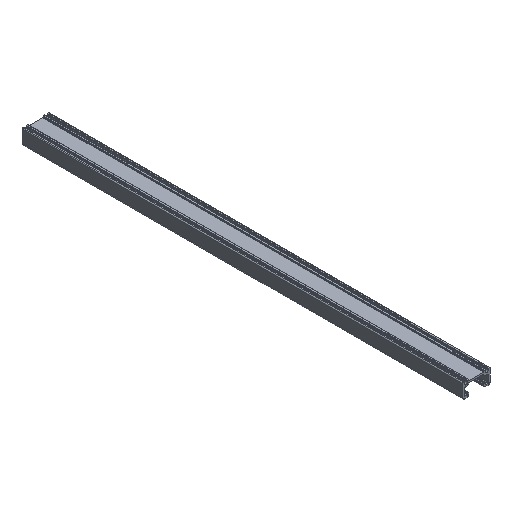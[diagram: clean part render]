
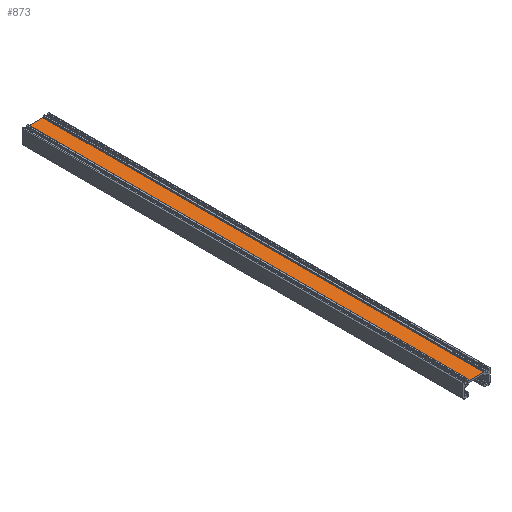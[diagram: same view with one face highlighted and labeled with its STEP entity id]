
A CAD part, isometric view. The second image highlights one B-rep face of the part: STEP entity #873.
In plain terms, the highlighted planar face has unit normal (0, 0, 1).
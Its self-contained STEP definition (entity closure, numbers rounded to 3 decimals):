
#64 = AXIS2_PLACEMENT_3D ( 'NONE', #1621, #2015, #2155 ) ;
#176 = DIRECTION ( 'NONE',  ( -1., 0., 0. ) ) ;
#255 = CARTESIAN_POINT ( 'NONE',  ( -8.25, 0., -1.5 ) ) ;
#263 = VERTEX_POINT ( 'NONE', #1193 ) ;
#289 = VERTEX_POINT ( 'NONE', #1351 ) ;
#303 = CARTESIAN_POINT ( 'NONE',  ( -8.25, 0., -1.5 ) ) ;
#510 = LINE ( 'NONE', #303, #2560 ) ;
#535 = ORIENTED_EDGE ( 'NONE', *, *, #1646, .T. ) ;
#538 = CARTESIAN_POINT ( 'NONE',  ( 12., 0., -1.5 ) ) ;
#603 = PLANE ( 'NONE',  #64 ) ;
#873 = ADVANCED_FACE ( 'NONE', ( #985 ), #603, .F. ) ;
#985 = FACE_OUTER_BOUND ( 'NONE', #1480, .T. ) ;
#1193 = CARTESIAN_POINT ( 'NONE',  ( 8.25, 500., -1.5 ) ) ;
#1233 = VERTEX_POINT ( 'NONE', #1932 ) ;
#1269 = ORIENTED_EDGE ( 'NONE', *, *, #2209, .F. ) ;
#1351 = CARTESIAN_POINT ( 'NONE',  ( -8.25, 500., -1.5 ) ) ;
#1377 = ORIENTED_EDGE ( 'NONE', *, *, #1443, .F. ) ;
#1443 = EDGE_CURVE ( 'NONE', #1758, #289, #510, .T. ) ;
#1480 = EDGE_LOOP ( 'NONE', ( #1269, #535, #1377, #2370 ) ) ;
#1513 = DIRECTION ( 'NONE',  ( 0., -1., 0. ) ) ;
#1548 = LINE ( 'NONE', #538, #2271 ) ;
#1621 = CARTESIAN_POINT ( 'NONE',  ( -8.5, 0., -1.5 ) ) ;
#1622 = EDGE_CURVE ( 'NONE', #1233, #1758, #1548, .T. ) ;
#1646 = EDGE_CURVE ( 'NONE', #263, #289, #2549, .T. ) ;
#1755 = CARTESIAN_POINT ( 'NONE',  ( 12., 500., -1.5 ) ) ;
#1758 = VERTEX_POINT ( 'NONE', #255 ) ;
#1932 = CARTESIAN_POINT ( 'NONE',  ( 8.25, 0., -1.5 ) ) ;
#1955 = VECTOR ( 'NONE', #1513, 1000. ) ;
#2015 = DIRECTION ( 'NONE',  ( 0., 0., -1. ) ) ;
#2071 = DIRECTION ( 'NONE',  ( 0., 1., 0. ) ) ;
#2155 = DIRECTION ( 'NONE',  ( -1., 0., 0. ) ) ;
#2209 = EDGE_CURVE ( 'NONE', #263, #1233, #2489, .T. ) ;
#2260 = CARTESIAN_POINT ( 'NONE',  ( 8.25, 0., -1.5 ) ) ;
#2271 = VECTOR ( 'NONE', #2562, 1000. ) ;
#2370 = ORIENTED_EDGE ( 'NONE', *, *, #1622, .F. ) ;
#2409 = VECTOR ( 'NONE', #176, 1000. ) ;
#2489 = LINE ( 'NONE', #2260, #1955 ) ;
#2549 = LINE ( 'NONE', #1755, #2409 ) ;
#2560 = VECTOR ( 'NONE', #2071, 1000. ) ;
#2562 = DIRECTION ( 'NONE',  ( -1., 0., 0. ) ) ;
